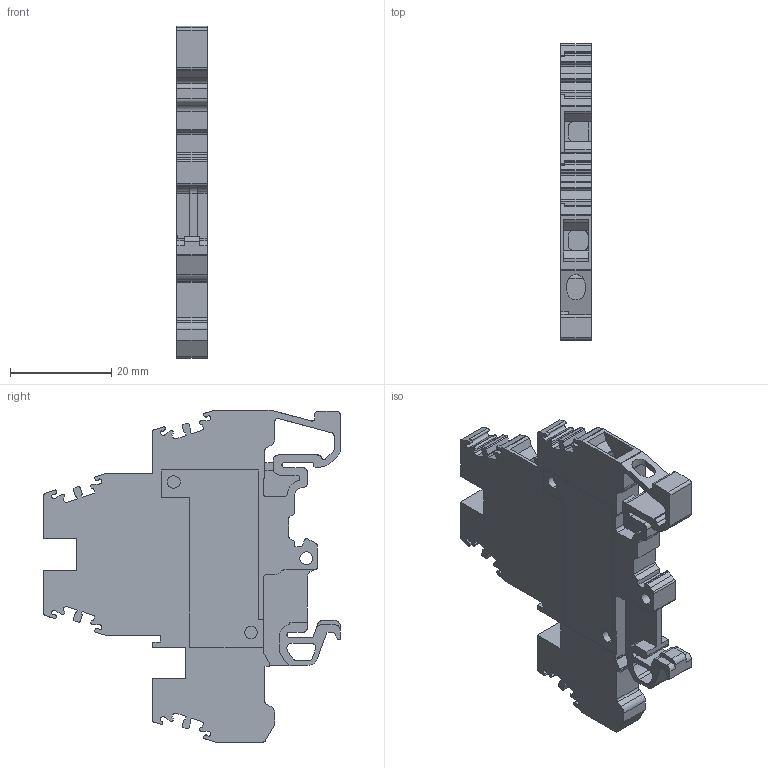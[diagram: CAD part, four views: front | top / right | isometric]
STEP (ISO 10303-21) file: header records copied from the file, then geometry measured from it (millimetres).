
FILE_DESCRIPTION (( 'STEP AP203' ), '1' );
FILE_NAME ('7641K711.step', '2012-11-26T18:36:07', ( 't2jrg' ), ( '' ), 'SwSTEP 2.0', 'SolidWorks 2009', '' );
FILE_SCHEMA (( 'CONFIG_CONTROL_DESIGN' ));
Length unit declared in the file: inch
Products named in the file (1): 7641K711
Bounding box: 6 x 58.5 x 65.58 mm (x, y, z)
Volume: 10713.9 mm3; surface area: 9967.4 mm2
Topology: 5 solids, 5 shells, 574 faces, 1610 edges, 1063 vertices
Faces by surface type: plane 312, cylinder 214, bspline 24, cone 24
Entity records: 19232 total; most frequent: CARTESIAN_POINT 4083, ORIENTED_EDGE 3220, DIRECTION 3142, EDGE_CURVE 1610, VERTEX_POINT 1063, AXIS2_PLACEMENT_3D 1050, LINE 1042, VECTOR 1042
